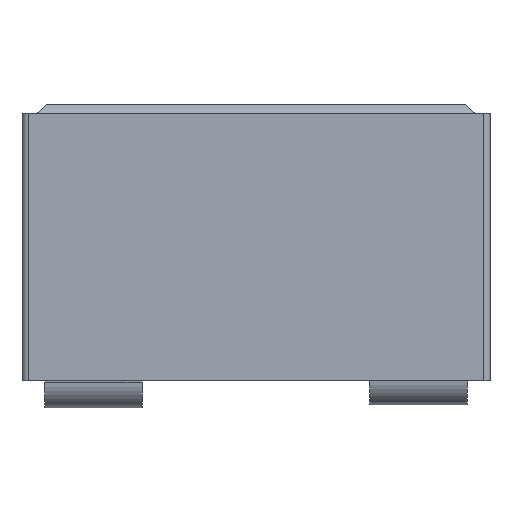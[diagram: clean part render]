
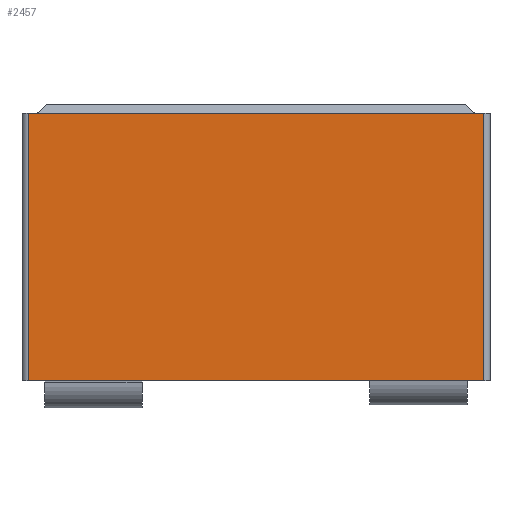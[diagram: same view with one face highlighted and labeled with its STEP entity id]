
A CAD part, left-side view. The second image highlights one B-rep face of the part: STEP entity #2457.
In plain terms, the highlighted planar face has unit normal (-1, 0, 0).
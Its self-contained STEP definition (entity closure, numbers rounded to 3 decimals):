
#69=LINE('',#3466,#180);
#70=LINE('',#3469,#181);
#71=LINE('',#3471,#182);
#72=LINE('',#3473,#183);
#180=VECTOR('',#2707,1000.);
#181=VECTOR('',#2708,1000.);
#182=VECTOR('',#2709,1000.);
#183=VECTOR('',#2710,1000.);
#373=ORIENTED_EDGE('',*,*,#903,.T.);
#374=ORIENTED_EDGE('',*,*,#904,.F.);
#375=ORIENTED_EDGE('',*,*,#905,.T.);
#376=ORIENTED_EDGE('',*,*,#906,.F.);
#903=EDGE_CURVE('',#1168,#1169,#69,.F.);
#904=EDGE_CURVE('',#1170,#1169,#70,.T.);
#905=EDGE_CURVE('',#1170,#1171,#71,.T.);
#906=EDGE_CURVE('',#1168,#1171,#72,.T.);
#1168=VERTEX_POINT('',#3467);
#1169=VERTEX_POINT('',#3468);
#1170=VERTEX_POINT('',#3470);
#1171=VERTEX_POINT('',#3472);
#1410=EDGE_LOOP('',(#373,#374,#375,#376));
#1531=FACE_BOUND('',#1410,.T.);
#1643=PLANE('',#2568);
#2457=ADVANCED_FACE('',(#1531),#1643,.T.);
#2568=AXIS2_PLACEMENT_3D('',#3465,#2705,#2706);
#2705=DIRECTION('',(-1.,0.,0.));
#2706=DIRECTION('',(0.,-1.,0.));
#2707=DIRECTION('',(0.,0.,-1.));
#2708=DIRECTION('',(0.,-1.,0.));
#2709=DIRECTION('',(0.,0.,-1.));
#2710=DIRECTION('',(0.,1.,0.));
#3465=CARTESIAN_POINT('',(-8.2,-7.7,9.1));
#3466=CARTESIAN_POINT('',(-8.2,-7.5,9.1));
#3467=CARTESIAN_POINT('',(-8.2,-7.5,0.));
#3468=CARTESIAN_POINT('',(-8.2,-7.5,8.8));
#3469=CARTESIAN_POINT('',(-8.2,7.7,8.8));
#3470=CARTESIAN_POINT('',(-8.2,7.5,8.8));
#3471=CARTESIAN_POINT('',(-8.2,7.5,9.1));
#3472=CARTESIAN_POINT('',(-8.2,7.5,0.));
#3473=CARTESIAN_POINT('',(-8.2,-7.7,0.));
